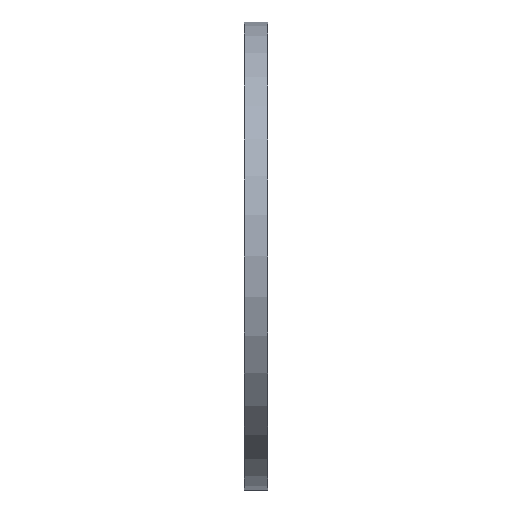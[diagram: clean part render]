
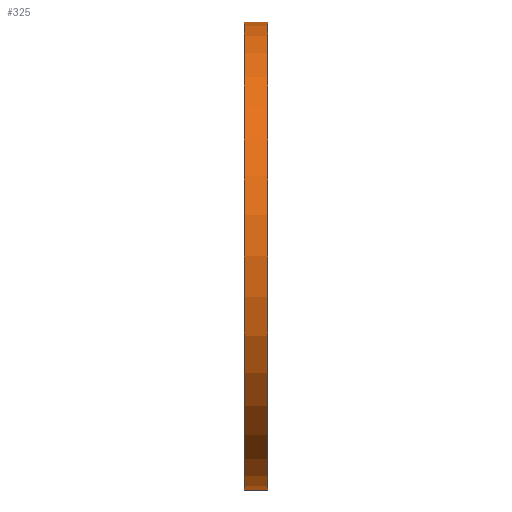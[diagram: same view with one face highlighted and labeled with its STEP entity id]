
A CAD part, left-side view. The second image highlights one B-rep face of the part: STEP entity #325.
In plain terms, the highlighted cylindrical face has radius 5 mm (diameter 10 mm), a partial arc.
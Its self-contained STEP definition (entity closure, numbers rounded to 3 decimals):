
#15 = CARTESIAN_POINT ( 'NONE',  ( 0., 0.5, -5. ) ) ;
#41 = DIRECTION ( 'NONE',  ( 0., 0., -1. ) ) ;
#60 = AXIS2_PLACEMENT_3D ( 'NONE', #176, #99, #41 ) ;
#61 = AXIS2_PLACEMENT_3D ( 'NONE', #191, #405, #438 ) ;
#66 = EDGE_LOOP ( 'NONE', ( #599, #609, #628, #629 ) ) ;
#73 = CYLINDRICAL_SURFACE ( 'NONE', #366, 5. ) ;
#86 = CARTESIAN_POINT ( 'NONE',  ( 0., 0., 5. ) ) ;
#88 = VERTEX_POINT ( 'NONE', #502 ) ;
#99 = DIRECTION ( 'NONE',  ( 0., -1., 0. ) ) ;
#100 = DIRECTION ( 'NONE',  ( 0., -1., 0. ) ) ;
#108 = CARTESIAN_POINT ( 'NONE',  ( 0., 0., 0. ) ) ;
#110 = DIRECTION ( 'NONE',  ( 0., 0., -1. ) ) ;
#115 = FACE_OUTER_BOUND ( 'NONE', #66, .T. ) ;
#142 = CARTESIAN_POINT ( 'NONE',  ( 0., 0., -5. ) ) ;
#176 = CARTESIAN_POINT ( 'NONE',  ( 0., 0.5, 0. ) ) ;
#191 = CARTESIAN_POINT ( 'NONE',  ( 0., 0., 0. ) ) ;
#259 = CIRCLE ( 'NONE', #61, 5. ) ;
#260 = CIRCLE ( 'NONE', #60, 5. ) ;
#325 = ADVANCED_FACE ( 'NONE', ( #115 ), #73, .T. ) ;
#332 = VERTEX_POINT ( 'NONE', #362 ) ;
#362 = CARTESIAN_POINT ( 'NONE',  ( 0., 0., 5. ) ) ;
#366 = AXIS2_PLACEMENT_3D ( 'NONE', #108, #100, #110 ) ;
#405 = DIRECTION ( 'NONE',  ( 0., -1., 0. ) ) ;
#438 = DIRECTION ( 'NONE',  ( 0., 0., -1. ) ) ;
#496 = LINE ( 'NONE', #142, #581 ) ;
#498 = EDGE_CURVE ( 'NONE', #88, #332, #650, .T. ) ;
#502 = CARTESIAN_POINT ( 'NONE',  ( 0., 0.5, 5. ) ) ;
#514 = EDGE_CURVE ( 'NONE', #665, #532, #496, .T. ) ;
#532 = VERTEX_POINT ( 'NONE', #550 ) ;
#541 = VECTOR ( 'NONE', #709, 1000. ) ;
#550 = CARTESIAN_POINT ( 'NONE',  ( 0., 0., -5. ) ) ;
#581 = VECTOR ( 'NONE', #669, 1000. ) ;
#599 = ORIENTED_EDGE ( 'NONE', *, *, #498, .F. ) ;
#609 = ORIENTED_EDGE ( 'NONE', *, *, #668, .T. ) ;
#628 = ORIENTED_EDGE ( 'NONE', *, *, #514, .T. ) ;
#629 = ORIENTED_EDGE ( 'NONE', *, *, #666, .F. ) ;
#650 = LINE ( 'NONE', #86, #541 ) ;
#665 = VERTEX_POINT ( 'NONE', #15 ) ;
#666 = EDGE_CURVE ( 'NONE', #332, #532, #259, .T. ) ;
#668 = EDGE_CURVE ( 'NONE', #88, #665, #260, .T. ) ;
#669 = DIRECTION ( 'NONE',  ( 0., -1., 0. ) ) ;
#709 = DIRECTION ( 'NONE',  ( 0., -1., 0. ) ) ;
